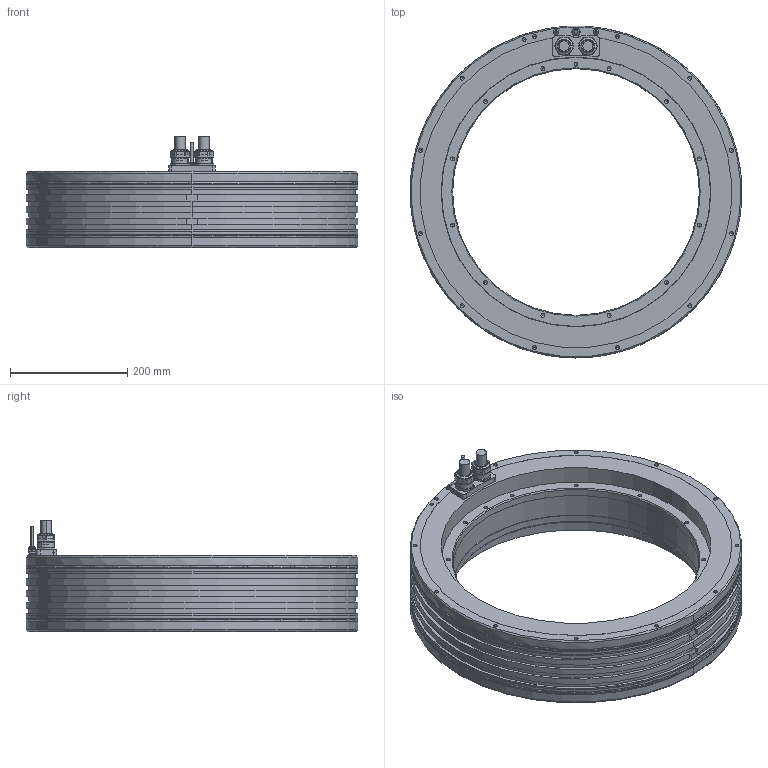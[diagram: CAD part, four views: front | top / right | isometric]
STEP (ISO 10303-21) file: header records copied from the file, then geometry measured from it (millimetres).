
FILE_DESCRIPTION((''),'2;1');
FILE_NAME('1177038-15-D01-04-A','2017-09-26T',('CH5533'),(''),'PRO/ENGINEER BY PARAMETRIC TECHNOLOGY CORPORATION, 2014000','PRO/ENGINEER BY PARAMETRIC TECHNOLOGY CORPORATION, 2014000','');
FILE_SCHEMA(('CONFIG_CONTROL_DESIGN'));
Length unit declared in the file: millimetre
Products named in the file (1): 1177038-15-D01-04-A
Bounding box: 565 x 565 x 189.7 mm (x, y, z)
Volume: 12560977.3 mm3; surface area: 1018224.6 mm2
Topology: 4 solids, 20 shells, 725 faces, 1701 edges, 994 vertices
Faces by surface type: cylinder 328, cone 192, plane 143, torus 50, revolution 8, sphere 4
Entity records: 24935 total; most frequent: CARTESIAN_POINT 4144, DIRECTION 3889, ORIENTED_EDGE 3190, AXIS2_PLACEMENT_3D 1611, EDGE_CURVE 1595, VERTEX_POINT 994, CIRCLE 894, EDGE_LOOP 843
